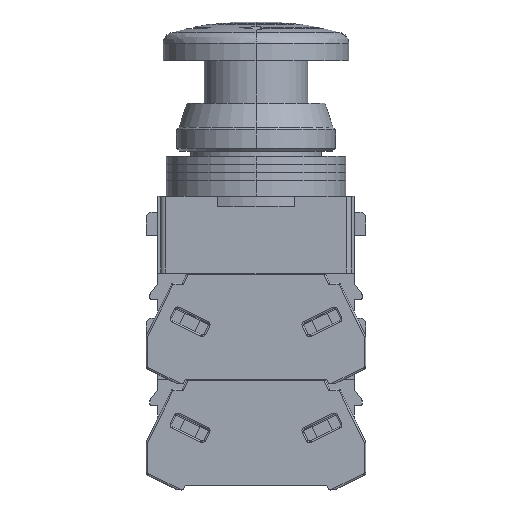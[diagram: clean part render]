
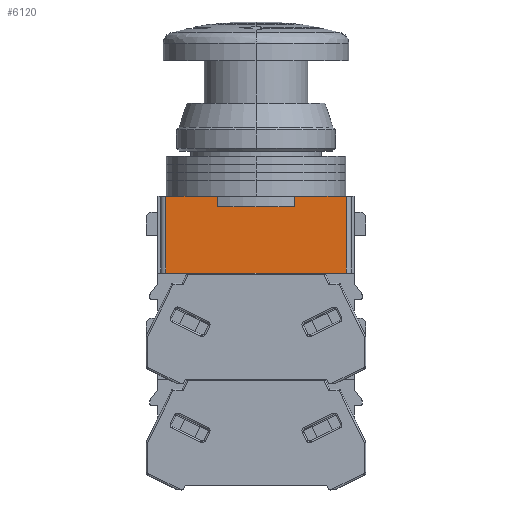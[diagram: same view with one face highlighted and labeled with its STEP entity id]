
A CAD part, left-side view. The second image highlights one B-rep face of the part: STEP entity #6120.
In plain terms, the highlighted planar face has unit normal (-1, 0, 0).
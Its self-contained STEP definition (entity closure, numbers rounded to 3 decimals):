
#527 = VECTOR ( 'NONE', #5976, 1000. ) ;
#809 = CARTESIAN_POINT ( 'NONE',  ( -14.8, -7.295, 14.5 ) ) ;
#939 = CARTESIAN_POINT ( 'NONE',  ( -14.8, -17., 14.5 ) ) ;
#1250 = VERTEX_POINT ( 'NONE', #2333 ) ;
#1773 = CARTESIAN_POINT ( 'NONE',  ( -14.8, 0., 14.5 ) ) ;
#1891 = CARTESIAN_POINT ( 'NONE',  ( -14.8, -7.295, 7.25 ) ) ;
#2278 = DIRECTION ( 'NONE',  ( 0., -1., 0. ) ) ;
#2333 = CARTESIAN_POINT ( 'NONE',  ( -14.8, 7.295, 12.5 ) ) ;
#2421 = VERTEX_POINT ( 'NONE', #2493 ) ;
#2493 = CARTESIAN_POINT ( 'NONE',  ( -14.8, 17., 14.5 ) ) ;
#2495 = ORIENTED_EDGE ( 'NONE', *, *, #3689, .F. ) ;
#2634 = VERTEX_POINT ( 'NONE', #3174 ) ;
#2873 = CARTESIAN_POINT ( 'NONE',  ( -14.8, -7.295, 12.5 ) ) ;
#2981 = LINE ( 'NONE', #7186, #6507 ) ;
#3159 = DIRECTION ( 'NONE',  ( 0., 1., 0. ) ) ;
#3174 = CARTESIAN_POINT ( 'NONE',  ( -14.8, 17., 0. ) ) ;
#3689 = EDGE_CURVE ( 'NONE', #6113, #4338, #7511, .T. ) ;
#3952 = AXIS2_PLACEMENT_3D ( 'NONE', #13452, #3981, #8179 ) ;
#3981 = DIRECTION ( 'NONE',  ( 1., 0., 0. ) ) ;
#4262 = VERTEX_POINT ( 'NONE', #2873 ) ;
#4329 = LINE ( 'NONE', #8528, #12413 ) ;
#4338 = VERTEX_POINT ( 'NONE', #939 ) ;
#4491 = LINE ( 'NONE', #8690, #6295 ) ;
#4631 = EDGE_CURVE ( 'NONE', #7339, #1250, #5110, .T. ) ;
#4945 = VECTOR ( 'NONE', #3159, 1000. ) ;
#5017 = FACE_OUTER_BOUND ( 'NONE', #12857, .T. ) ;
#5025 = VERTEX_POINT ( 'NONE', #9234 ) ;
#5110 = LINE ( 'NONE', #9317, #9866 ) ;
#5203 = ORIENTED_EDGE ( 'NONE', *, *, #13232, .F. ) ;
#5587 = VECTOR ( 'NONE', #6098, 1000. ) ;
#5856 = ORIENTED_EDGE ( 'NONE', *, *, #13019, .F. ) ;
#5976 = DIRECTION ( 'NONE',  ( 0., -1., 0. ) ) ;
#6098 = DIRECTION ( 'NONE',  ( 0., 0., 1. ) ) ;
#6113 = VERTEX_POINT ( 'NONE', #809 ) ;
#6120 = ADVANCED_FACE ( 'NONE', ( #5017 ), #9227, .F. ) ;
#6295 = VECTOR ( 'NONE', #12912, 1000. ) ;
#6507 = VECTOR ( 'NONE', #11384, 1000. ) ;
#7120 = ORIENTED_EDGE ( 'NONE', *, *, #11711, .F. ) ;
#7186 = CARTESIAN_POINT ( 'NONE',  ( -14.8, 0., 12.5 ) ) ;
#7222 = ORIENTED_EDGE ( 'NONE', *, *, #10522, .F. ) ;
#7339 = VERTEX_POINT ( 'NONE', #9320 ) ;
#7511 = LINE ( 'NONE', #11714, #8992 ) ;
#8179 = DIRECTION ( 'NONE',  ( 0., 1., 0. ) ) ;
#8388 = LINE ( 'NONE', #12605, #4945 ) ;
#8528 = CARTESIAN_POINT ( 'NONE',  ( -14.8, 17., 7.25 ) ) ;
#8690 = CARTESIAN_POINT ( 'NONE',  ( -14.8, -17., 7.25 ) ) ;
#8992 = VECTOR ( 'NONE', #2278, 1000. ) ;
#9227 = PLANE ( 'NONE',  #3952 ) ;
#9234 = CARTESIAN_POINT ( 'NONE',  ( -14.8, -17., 0. ) ) ;
#9317 = CARTESIAN_POINT ( 'NONE',  ( -14.8, 7.295, 7.25 ) ) ;
#9320 = CARTESIAN_POINT ( 'NONE',  ( -14.8, 7.295, 14.5 ) ) ;
#9761 = EDGE_CURVE ( 'NONE', #4262, #6113, #11322, .T. ) ;
#9808 = ORIENTED_EDGE ( 'NONE', *, *, #9761, .F. ) ;
#9866 = VECTOR ( 'NONE', #13545, 1000. ) ;
#10522 = EDGE_CURVE ( 'NONE', #2421, #7339, #11204, .T. ) ;
#11085 = ORIENTED_EDGE ( 'NONE', *, *, #4631, .F. ) ;
#11204 = LINE ( 'NONE', #1773, #527 ) ;
#11322 = LINE ( 'NONE', #1891, #5587 ) ;
#11384 = DIRECTION ( 'NONE',  ( 0., -1., 0. ) ) ;
#11711 = EDGE_CURVE ( 'NONE', #2634, #2421, #4329, .T. ) ;
#11714 = CARTESIAN_POINT ( 'NONE',  ( -14.8, 0., 14.5 ) ) ;
#12194 = ORIENTED_EDGE ( 'NONE', *, *, #12834, .F. ) ;
#12413 = VECTOR ( 'NONE', #12752, 1000. ) ;
#12605 = CARTESIAN_POINT ( 'NONE',  ( -14.8, 0., 0. ) ) ;
#12752 = DIRECTION ( 'NONE',  ( 0., 0., 1. ) ) ;
#12834 = EDGE_CURVE ( 'NONE', #5025, #2634, #8388, .T. ) ;
#12857 = EDGE_LOOP ( 'NONE', ( #7120, #12194, #5203, #2495, #9808, #5856, #11085, #7222 ) ) ;
#12912 = DIRECTION ( 'NONE',  ( 0., 0., -1. ) ) ;
#13019 = EDGE_CURVE ( 'NONE', #1250, #4262, #2981, .T. ) ;
#13232 = EDGE_CURVE ( 'NONE', #4338, #5025, #4491, .T. ) ;
#13452 = CARTESIAN_POINT ( 'NONE',  ( -14.8, -17., 0. ) ) ;
#13545 = DIRECTION ( 'NONE',  ( 0., 0., -1. ) ) ;
